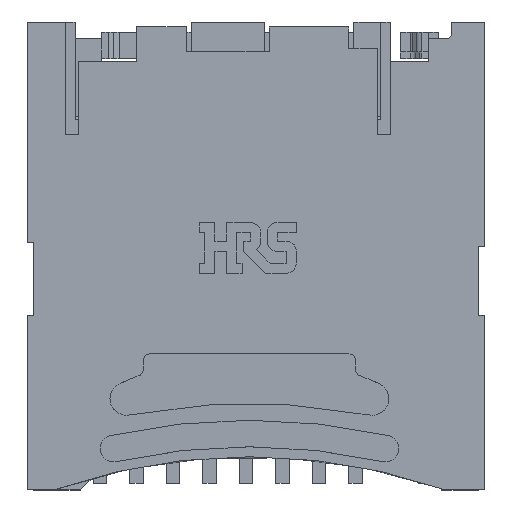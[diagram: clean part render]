
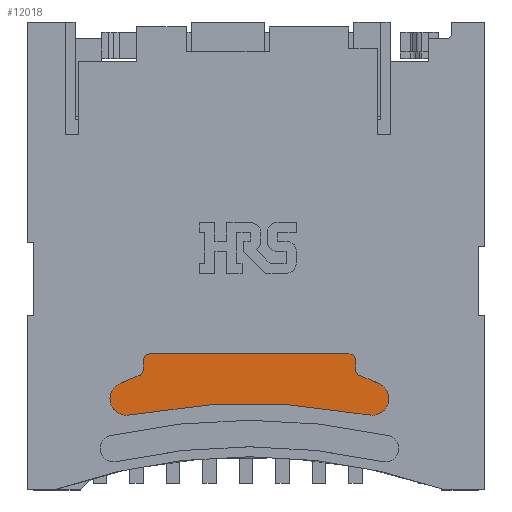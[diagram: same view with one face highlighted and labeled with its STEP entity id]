
A CAD part, top view. The second image highlights one B-rep face of the part: STEP entity #12018.
In plain terms, the highlighted planar face has unit normal (0, 0, 1).
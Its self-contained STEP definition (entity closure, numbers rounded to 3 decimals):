
#423=FACE_OUTER_BOUND('',#1053,.T.);
#1053=EDGE_LOOP('',(#7615,#7616,#7617,#7618,#7619,#7620,#7621,#7622,#7623,
#7624,#7625,#7626,#7627,#7628));
#1733=LINE('',#16910,#3218);
#1736=LINE('',#16916,#3221);
#1744=LINE('',#16933,#3229);
#1781=LINE('',#17011,#3266);
#1782=LINE('',#17013,#3267);
#1783=LINE('',#17015,#3268);
#1784=LINE('',#17017,#3269);
#1785=LINE('',#17018,#3270);
#1786=LINE('',#17019,#3271);
#1787=LINE('',#17020,#3272);
#1788=LINE('',#17022,#3273);
#1789=LINE('',#17024,#3274);
#1790=LINE('',#17026,#3275);
#1791=LINE('',#17027,#3276);
#3218=VECTOR('',#13696,1.);
#3221=VECTOR('',#13701,1.);
#3229=VECTOR('',#13713,1.);
#3266=VECTOR('',#13768,1.);
#3267=VECTOR('',#13769,1.);
#3268=VECTOR('',#13770,1.);
#3269=VECTOR('',#13771,1.);
#3270=VECTOR('',#13772,1.);
#3271=VECTOR('',#13773,1.);
#3272=VECTOR('',#13774,1.);
#3273=VECTOR('',#13775,1.);
#3274=VECTOR('',#13776,1.);
#3275=VECTOR('',#13777,1.);
#3276=VECTOR('',#13778,1.);
#4698=VERTEX_POINT('',#16908);
#4699=VERTEX_POINT('',#16909);
#4700=VERTEX_POINT('',#16914);
#4701=VERTEX_POINT('',#16915);
#4707=VERTEX_POINT('',#16930);
#4708=VERTEX_POINT('',#16932);
#4739=VERTEX_POINT('',#17009);
#4740=VERTEX_POINT('',#17010);
#4741=VERTEX_POINT('',#17012);
#4742=VERTEX_POINT('',#17014);
#4743=VERTEX_POINT('',#17016);
#4744=VERTEX_POINT('',#17021);
#4745=VERTEX_POINT('',#17023);
#4746=VERTEX_POINT('',#17025);
#5837=EDGE_CURVE('',#4698,#4699,#1733,.T.);
#5840=EDGE_CURVE('',#4700,#4701,#1736,.T.);
#5848=EDGE_CURVE('',#4708,#4707,#1744,.T.);
#5885=EDGE_CURVE('',#4739,#4740,#1781,.T.);
#5886=EDGE_CURVE('',#4739,#4741,#1782,.T.);
#5887=EDGE_CURVE('',#4741,#4742,#1783,.T.);
#5888=EDGE_CURVE('',#4742,#4743,#1784,.T.);
#5889=EDGE_CURVE('',#4743,#4698,#1785,.T.);
#5890=EDGE_CURVE('',#4699,#4700,#1786,.T.);
#5891=EDGE_CURVE('',#4701,#4708,#1787,.T.);
#5892=EDGE_CURVE('',#4707,#4744,#1788,.T.);
#5893=EDGE_CURVE('',#4744,#4745,#1789,.T.);
#5894=EDGE_CURVE('',#4745,#4746,#1790,.T.);
#5895=EDGE_CURVE('',#4740,#4746,#1791,.T.);
#7615=ORIENTED_EDGE('',*,*,#5885,.F.);
#7616=ORIENTED_EDGE('',*,*,#5886,.T.);
#7617=ORIENTED_EDGE('',*,*,#5887,.T.);
#7618=ORIENTED_EDGE('',*,*,#5888,.T.);
#7619=ORIENTED_EDGE('',*,*,#5889,.T.);
#7620=ORIENTED_EDGE('',*,*,#5837,.T.);
#7621=ORIENTED_EDGE('',*,*,#5890,.T.);
#7622=ORIENTED_EDGE('',*,*,#5840,.T.);
#7623=ORIENTED_EDGE('',*,*,#5891,.T.);
#7624=ORIENTED_EDGE('',*,*,#5848,.T.);
#7625=ORIENTED_EDGE('',*,*,#5892,.T.);
#7626=ORIENTED_EDGE('',*,*,#5893,.T.);
#7627=ORIENTED_EDGE('',*,*,#5894,.T.);
#7628=ORIENTED_EDGE('',*,*,#5895,.F.);
#10930=PLANE('',#12785);
#12018=ADVANCED_FACE('',(#423),#10930,.T.);
#12785=AXIS2_PLACEMENT_3D('',#17008,#13766,#13767);
#13696=DIRECTION('',(0.,1.,0.));
#13701=DIRECTION('',(0.,-1.,0.));
#13713=DIRECTION('',(0.,1.,0.));
#13766=DIRECTION('center_axis',(0.,0.,1.));
#13767=DIRECTION('ref_axis',(1.,0.,0.));
#13768=DIRECTION('',(1.,0.,0.));
#13769=DIRECTION('',(0.,-1.,0.));
#13770=DIRECTION('',(-0.707,-0.707,0.));
#13771=DIRECTION('',(0.,-1.,0.));
#13772=DIRECTION('',(1.,0.,0.));
#13773=DIRECTION('',(1.,0.,0.));
#13774=DIRECTION('',(1.,0.,0.));
#13775=DIRECTION('',(-1.,0.,0.));
#13776=DIRECTION('',(0.,-1.,0.));
#13777=DIRECTION('',(-1.,0.,0.));
#13778=DIRECTION('',(0.,1.,0.));
#16908=CARTESIAN_POINT('',(219.29,119.913,0.53));
#16909=CARTESIAN_POINT('',(219.29,121.313,0.53));
#16910=CARTESIAN_POINT('',(219.29,0.,0.53));
#16914=CARTESIAN_POINT('',(227.99,121.313,0.53));
#16915=CARTESIAN_POINT('',(227.99,119.913,0.53));
#16916=CARTESIAN_POINT('',(227.99,0.,0.53));
#16930=CARTESIAN_POINT('',(228.49,128.413,0.53));
#16932=CARTESIAN_POINT('',(228.49,119.913,0.53));
#16933=CARTESIAN_POINT('',(228.49,0.,0.53));
#17008=CARTESIAN_POINT('Origin',(218.221,119.682,0.53));
#17009=CARTESIAN_POINT('',(218.89,123.063,0.53));
#17010=CARTESIAN_POINT('',(219.49,123.063,0.53));
#17011=CARTESIAN_POINT('',(0.,123.063,0.53));
#17012=CARTESIAN_POINT('',(218.89,122.113,0.53));
#17013=CARTESIAN_POINT('',(218.89,0.,0.53));
#17014=CARTESIAN_POINT('',(218.49,121.713,0.53));
#17015=CARTESIAN_POINT('',(96.777,0.,0.53));
#17016=CARTESIAN_POINT('',(218.49,119.913,0.53));
#17017=CARTESIAN_POINT('',(218.49,0.,0.53));
#17018=CARTESIAN_POINT('',(0.,119.913,0.53));
#17019=CARTESIAN_POINT('',(0.,121.313,0.53));
#17020=CARTESIAN_POINT('',(0.,119.913,0.53));
#17021=CARTESIAN_POINT('',(228.14,128.413,0.53));
#17022=CARTESIAN_POINT('',(0.,128.413,0.53));
#17023=CARTESIAN_POINT('',(228.14,125.813,0.53));
#17024=CARTESIAN_POINT('',(228.14,0.,0.53));
#17025=CARTESIAN_POINT('',(219.49,125.813,0.53));
#17026=CARTESIAN_POINT('',(0.,125.813,0.53));
#17027=CARTESIAN_POINT('',(219.49,0.,0.53));
